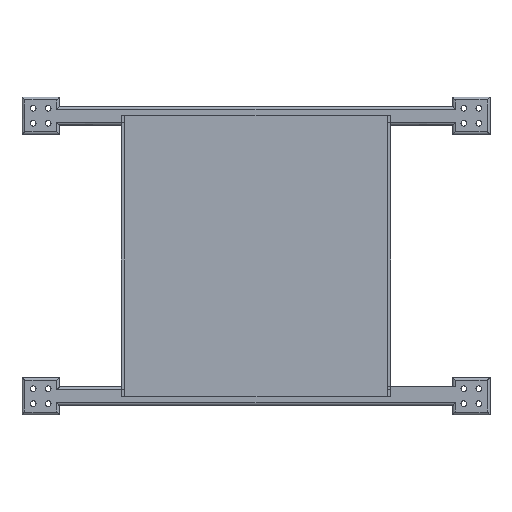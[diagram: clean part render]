
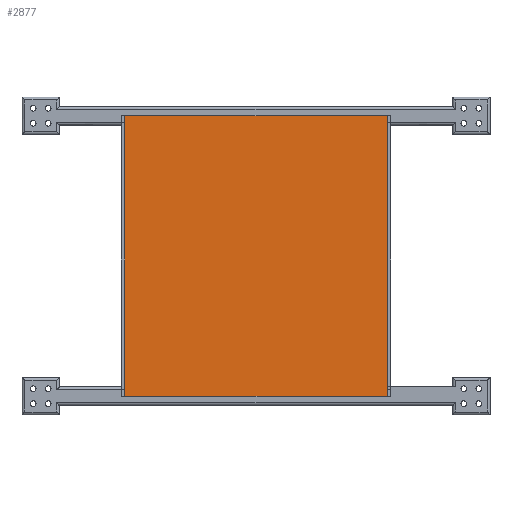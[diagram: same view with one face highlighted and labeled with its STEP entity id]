
A CAD part, top view. The second image highlights one B-rep face of the part: STEP entity #2877.
In plain terms, the highlighted planar face has unit normal (0, 0, 1).
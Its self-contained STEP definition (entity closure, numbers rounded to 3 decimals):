
#183=PLANE('',#3176);
#339=FACE_OUTER_BOUND('',#540,.T.);
#540=EDGE_LOOP('',(#2578,#2579,#2580,#2581));
#627=LINE('',#4249,#903);
#816=LINE('',#4819,#1092);
#818=LINE('',#4823,#1094);
#819=LINE('',#4824,#1095);
#903=VECTOR('',#3400,10.);
#1092=VECTOR('',#4001,10.);
#1094=VECTOR('',#4005,10.);
#1095=VECTOR('',#4006,10.);
#1255=VERTEX_POINT('',#4246);
#1256=VERTEX_POINT('',#4248);
#1431=VERTEX_POINT('',#4818);
#1432=VERTEX_POINT('',#4822);
#1537=EDGE_CURVE('',#1256,#1255,#627,.T.);
#1824=EDGE_CURVE('',#1431,#1256,#816,.T.);
#1826=EDGE_CURVE('',#1255,#1432,#818,.T.);
#1827=EDGE_CURVE('',#1432,#1431,#819,.T.);
#2578=ORIENTED_EDGE('',*,*,#1824,.T.);
#2579=ORIENTED_EDGE('',*,*,#1537,.T.);
#2580=ORIENTED_EDGE('',*,*,#1826,.T.);
#2581=ORIENTED_EDGE('',*,*,#1827,.T.);
#2877=ADVANCED_FACE('',(#339),#183,.T.);
#3176=AXIS2_PLACEMENT_3D('',#4821,#4003,#4004);
#3400=DIRECTION('',(0.,-1.,0.));
#4001=DIRECTION('',(-1.,0.,0.));
#4003=DIRECTION('center_axis',(0.,0.,1.));
#4004=DIRECTION('ref_axis',(1.,0.,0.));
#4005=DIRECTION('',(1.,0.,0.));
#4006=DIRECTION('',(0.,1.,0.));
#4246=CARTESIAN_POINT('',(-70.,-75.,100.));
#4248=CARTESIAN_POINT('',(-70.,75.,100.));
#4249=CARTESIAN_POINT('',(-70.,75.,100.));
#4818=CARTESIAN_POINT('',(70.,75.,100.));
#4819=CARTESIAN_POINT('',(-35.,75.,100.));
#4821=CARTESIAN_POINT('Origin',(0.,0.,
100.));
#4822=CARTESIAN_POINT('',(70.,-75.,100.));
#4823=CARTESIAN_POINT('',(-70.,-75.,100.));
#4824=CARTESIAN_POINT('',(70.,-75.,100.));
